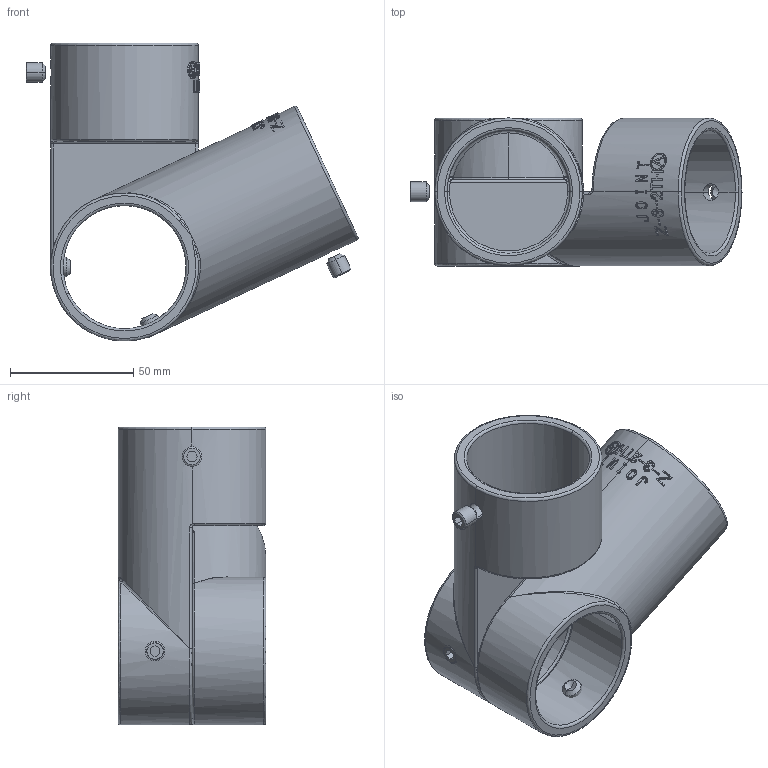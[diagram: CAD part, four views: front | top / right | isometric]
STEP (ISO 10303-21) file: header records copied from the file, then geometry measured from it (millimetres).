
FILE_DESCRIPTION (( 'STEP AP214' ), '1' );
FILE_NAME ('Z-3-2TH_SET.STEP', '2015-11-29T04:24:40', ( 'user' ), ( 'Hewlett-Packard Company' ), 'SwSTEP 2.0', 'SolidWorks 2014', '' );
FILE_SCHEMA (( 'AUTOMOTIVE_DESIGN' ));
Length unit declared in the file: millimetre
Products named in the file (4): Z-3-2TH; hexagon socket set screw cup point_jis_JIS B 1177 Cup point M8 x 8 --N; part_Z-3-2TH; Z-3-2TH_SET
Assembly tree (5 placements, depth 3):
  Z-3-2TH_SET
    Z-3-2TH  x2
      part_Z-3-2TH
      hexagon socket set screw cup point_jis_JIS B 1177 Cup point M8 x 8 --N
Bounding box: 134.82 x 60 x 121 mm (x, y, z)
Volume: 171261.9 mm3; surface area: 71978.4 mm2
Topology: 6 solids, 6 shells, 558 faces, 1456 edges, 920 vertices
Faces by surface type: plane 244, bspline 166, cylinder 84, torus 32, cone 24, sphere 8
Entity records: 12220 total; most frequent: CARTESIAN_POINT 6136, ORIENTED_EDGE 1364, DIRECTION 1042, EDGE_CURVE 682, VERTEX_POINT 439, AXIS2_PLACEMENT_3D 370, VECTOR 302, LINE 302
